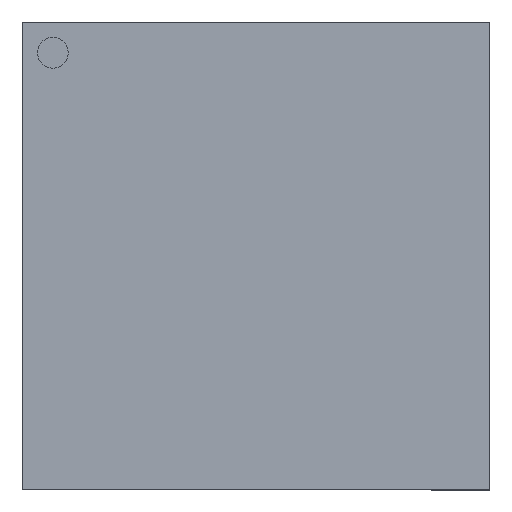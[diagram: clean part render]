
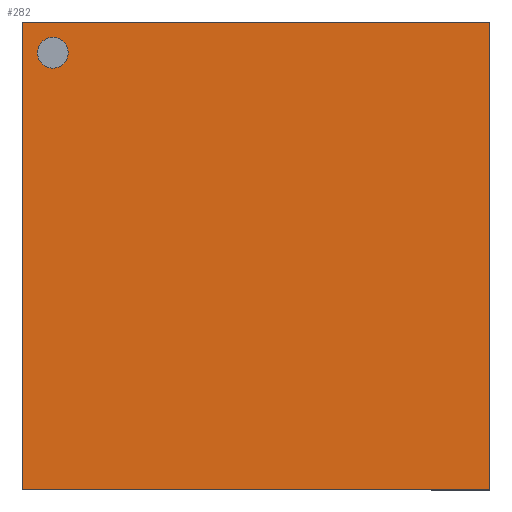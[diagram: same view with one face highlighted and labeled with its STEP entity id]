
A CAD part, top view. The second image highlights one B-rep face of the part: STEP entity #282.
In plain terms, the highlighted planar face has unit normal (0, 0, 1).
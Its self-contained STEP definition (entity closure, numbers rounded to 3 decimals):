
#168=CARTESIAN_POINT('',(-6.1,6.6,1.81));
#169=VERTEX_POINT('',#168);
#178=CARTESIAN_POINT('',(-7.1,6.6,1.81));
#179=VERTEX_POINT('',#178);
#180=CARTESIAN_POINT('',(-6.6,6.6,1.81));
#181=DIRECTION('',(0.0,0.0,-1.0));
#182=DIRECTION('',(1.0,0.0,0.0));
#183=AXIS2_PLACEMENT_3D('',#180,#181,#182);
#184=CIRCLE('',#183,0.5);
#185=EDGE_CURVE('',#179,#169,#184,.T.);
#219=CARTESIAN_POINT('',(-6.6,6.6,1.81));
#220=DIRECTION('',(0.0,0.0,-1.0));
#221=DIRECTION('',(1.0,0.0,0.0));
#222=AXIS2_PLACEMENT_3D('',#219,#220,#221);
#223=CIRCLE('',#222,0.5);
#224=EDGE_CURVE('',#169,#179,#223,.T.);
#239=CARTESIAN_POINT('',(0.0,0.,1.81));
#240=DIRECTION('',(0.0,0.0,1.0));
#241=DIRECTION('',(0.0,-1.0,0.0));
#242=AXIS2_PLACEMENT_3D('',#239,#240,#241);
#243=PLANE('',#242);
#244=CARTESIAN_POINT('',(-7.6,-7.6,1.81));
#245=VERTEX_POINT('',#244);
#246=CARTESIAN_POINT('',(7.6,-7.6,1.81));
#247=VERTEX_POINT('',#246);
#248=CARTESIAN_POINT('',(-7.6,-7.6,1.81));
#249=DIRECTION('',(1.0,0.0,0.0));
#250=VECTOR('',#249,15.2);
#251=LINE('',#248,#250);
#252=EDGE_CURVE('',#245,#247,#251,.T.);
#253=ORIENTED_EDGE('',*,*,#252,.T.);
#254=CARTESIAN_POINT('',(7.6,7.6,1.81));
#255=VERTEX_POINT('',#254);
#256=CARTESIAN_POINT('',(7.6,-7.6,1.81));
#257=DIRECTION('',(0.0,1.0,0.0));
#258=VECTOR('',#257,15.2);
#259=LINE('',#256,#258);
#260=EDGE_CURVE('',#247,#255,#259,.T.);
#261=ORIENTED_EDGE('',*,*,#260,.T.);
#262=CARTESIAN_POINT('',(-7.6,7.6,1.81));
#263=VERTEX_POINT('',#262);
#264=CARTESIAN_POINT('',(7.6,7.6,1.81));
#265=DIRECTION('',(-1.0,0.0,0.0));
#266=VECTOR('',#265,15.2);
#267=LINE('',#264,#266);
#268=EDGE_CURVE('',#255,#263,#267,.T.);
#269=ORIENTED_EDGE('',*,*,#268,.T.);
#270=CARTESIAN_POINT('',(-7.6,7.6,1.81));
#271=DIRECTION('',(0.0,-1.0,0.0));
#272=VECTOR('',#271,15.2);
#273=LINE('',#270,#272);
#274=EDGE_CURVE('',#263,#245,#273,.T.);
#275=ORIENTED_EDGE('',*,*,#274,.T.);
#276=EDGE_LOOP('',(#253,#261,#269,#275));
#277=FACE_OUTER_BOUND('',#276,.T.);
#278=ORIENTED_EDGE('',*,*,#224,.T.);
#279=ORIENTED_EDGE('',*,*,#185,.T.);
#280=EDGE_LOOP('',(#278,#279));
#281=FACE_BOUND('',#280,.T.);
#282=ADVANCED_FACE('',(#277,#281),#243,.T.);
